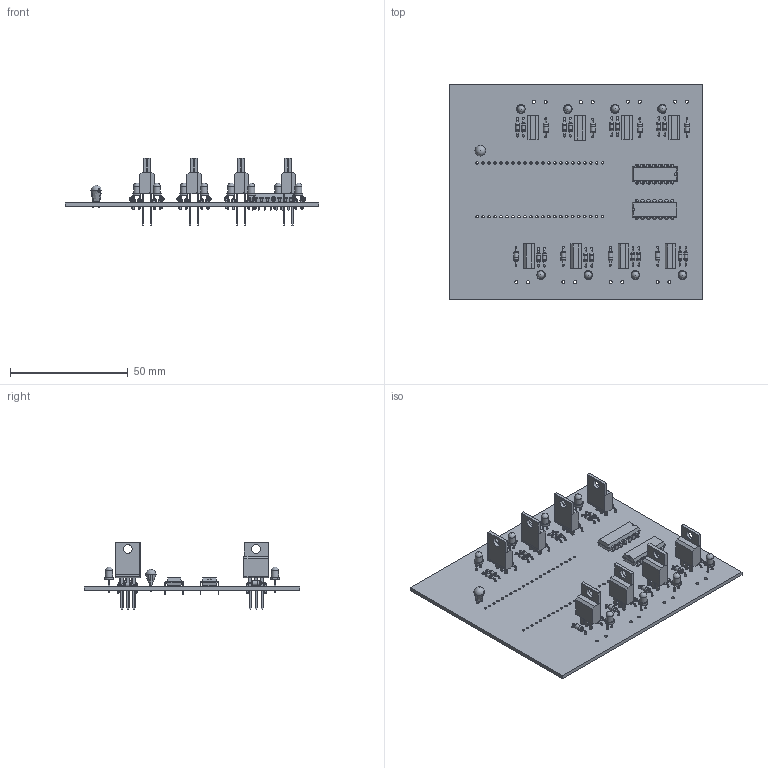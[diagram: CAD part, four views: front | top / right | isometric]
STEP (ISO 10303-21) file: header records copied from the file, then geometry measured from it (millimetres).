
FILE_DESCRIPTION(('KiCad electronic assembly'),'2;1');
FILE_NAME('wave_reflector.step','2024-06-27T15:47:16',('Pcbnew'),( 'Kicad'),'Open CASCADE STEP processor 7.8','KiCad to STEP converter' ,'Unknown');
FILE_SCHEMA(('AUTOMOTIVE_DESIGN { 1 0 10303 214 1 1 1 1 }'));
Length unit declared in the file: millimetre
Products named in the file (14): wave_reflector 1; LED_D3.0mm; D_DO-35_SOD27_P7.62mm_Horizontal; R_Axial_DIN0204_L3.6mm_D1.6mm_P7.62mm_Horizontal; R_Axial_DIN0204_L36mm_D16mm_P762mm_Horizontal; TO-220-3_Vertical; CP_Radial_Tantal_D4.5mm_P2.50mm; CP_Radial_Tantal_D45mm_P250mm; DIP-14_W7.62mm; wave_reflector_PCB
Assembly tree (50 placements, depth 3):
  wave_reflector 1
    LED_D3.0mm  x8
      LED_D3.0mm
    D_DO-35_SOD27_P7.62mm_Horizontal  x8
      D_DO-35_SOD27_P7.62mm_Horizontal
    R_Axial_DIN0204_L3.6mm_D1.6mm_P7.62mm_Horizontal  x16
      R_Axial_DIN0204_L36mm_D16mm_P762mm_Horizontal
    TO-220-3_Vertical  x8
      TO-220-3_Vertical
    CP_Radial_Tantal_D4.5mm_P2.50mm
      CP_Radial_Tantal_D45mm_P250mm
    DIP-14_W7.62mm  x2
      DIP-14_W7.62mm
    wave_reflector_PCB
Bounding box: 107.75 x 91.5 x 28.52 mm (x, y, z)
Volume: 20875.7 mm3; surface area: 28599.7 mm2
Topology: 52 solids, 52 shells, 1659 faces, 4106 edges, 2638 vertices
Faces by surface type: plane 1049, cylinder 442, torus 98, bspline 59, sphere 11
Full cylindrical faces by diameter (mm): 0.5 x90, 0.7 x32, 0.8 x46, 0.9 x16, 1.016 x44, 1.1 x24, 1.3 x16, 1.44 x16, 1.6 x32, 2 x16, 2.02 x8, 3 x8, 3.735 x8
Entity records: 26509 total; most frequent: CARTESIAN_POINT 7130, DIRECTION 3287, ORIENTED_EDGE 3260, EDGE_CURVE 1630, AXIS2_PLACEMENT_3D 1133, VERTEX_POINT 1059, LINE 1021, VECTOR 1021
